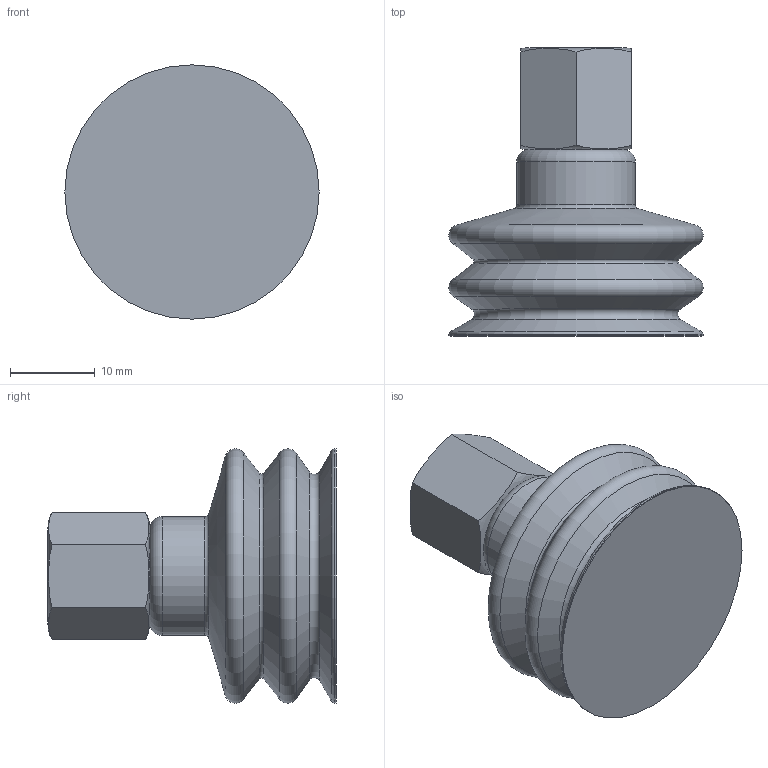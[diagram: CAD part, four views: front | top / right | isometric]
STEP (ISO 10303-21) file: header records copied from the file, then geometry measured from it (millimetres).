
FILE_DESCRIPTION(/* description */ (''),/* implementation_level */ '2;1');
FILE_NAME(/* name */ 'vf30pur_rac15r1-8h.stp',/* time_stamp */ '2022-06-15T14:54:16+02:00',/* author */ ('enginyeria'),/* organization */ (''),/* preprocessor_version */ 'ST-DEVELOPER v17.2',/* originating_system */ 'Autodesk Inventor 2019',/* authorisation */ '');
FILE_SCHEMA (('AUTOMOTIVE_DESIGN { 1 0 10303 214 3 1 1 }'));
Length unit declared in the file: millimetre
Products named in the file (1): Pieza3
Bounding box: 30 x 34 x 30 mm (x, y, z)
Volume: 10756 mm3; surface area: 4156.6 mm2
Topology: 1 solids, 1 shells, 28 faces, 86 edges, 62 vertices
Faces by surface type: plane 10, torus 9, cone 6, cylinder 3
Full cylindrical faces by diameter (mm): 8.566 x1, 14 x1, 30 x1
Entity records: 1254 total; most frequent: CARTESIAN_POINT 339, DIRECTION 191, ORIENTED_EDGE 172, AXIS2_PLACEMENT_3D 88, EDGE_CURVE 86, VERTEX_POINT 62, CIRCLE 59, EDGE_LOOP 30
